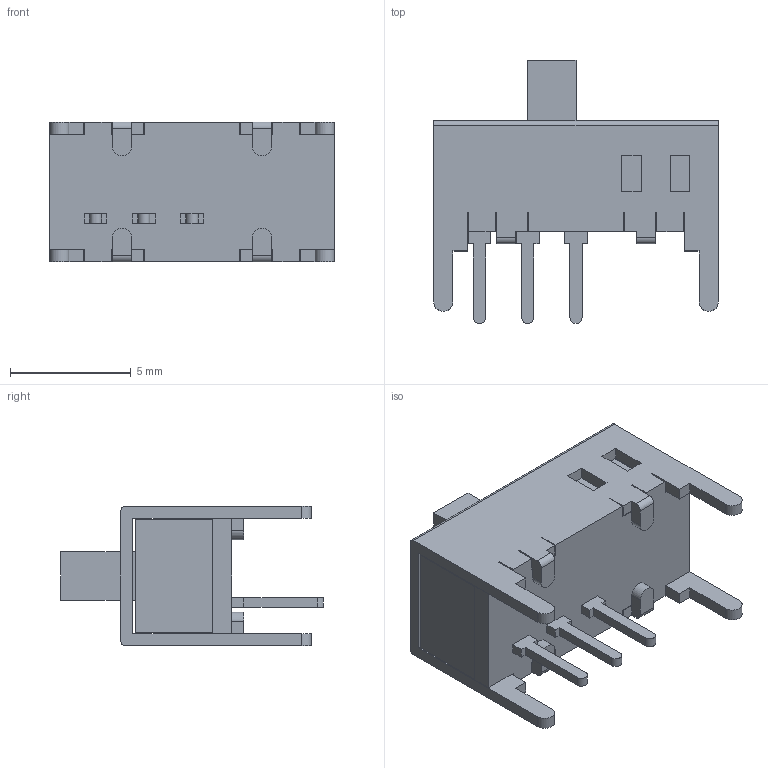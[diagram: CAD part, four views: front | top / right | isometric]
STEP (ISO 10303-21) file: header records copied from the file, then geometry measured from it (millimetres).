
FILE_DESCRIPTION( ( 'STEP AP214' ), '1' );
FILE_NAME( 'MFS101D-8-Z.stp', '2022-01-25T05:51:21', ( 'License CC BY-ND 4.0' ), ( 'CADENAS' ), ' ', 'PARTsolutions', ' ' );
FILE_SCHEMA( ( 'AUTOMOTIVE_DESIGN { 1 0 10303 214 1 1 1 1 }' ) );
Length unit declared in the file: millimetre
Products named in the file (3): MFS101D-8-Z; _MFS101D-8-Z_b; _MFS101D82_bu
Assembly tree (2 placements, depth 2):
  MFS101D-8-Z
    _MFS101D-8-Z_b
    _MFS101D82_bu
Bounding box: 11.8 x 10.9 x 5.8 mm (x, y, z)
Volume: 302.4 mm3; surface area: 757.4 mm2
Topology: 2 solids, 2 shells, 152 faces, 462 edges, 300 vertices
Faces by surface type: plane 135, cylinder 17
Entity records: 6394 total; most frequent: ORIENTED_EDGE 924, CARTESIAN_POINT 917, DIRECTION 806, EDGE_CURVE 462, LINE 428, VECTOR 428, VERTEX_POINT 300, AXIS2_PLACEMENT_3D 189
